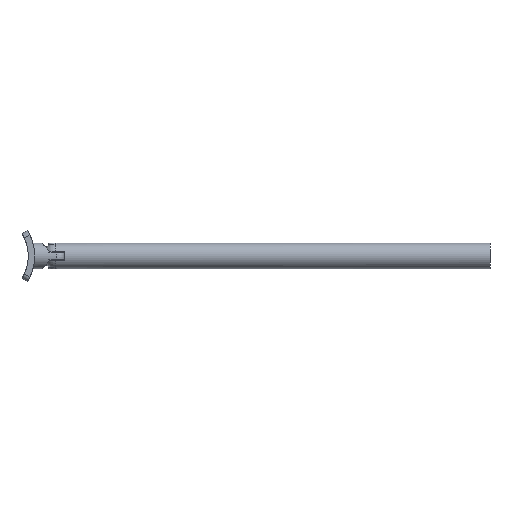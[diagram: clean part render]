
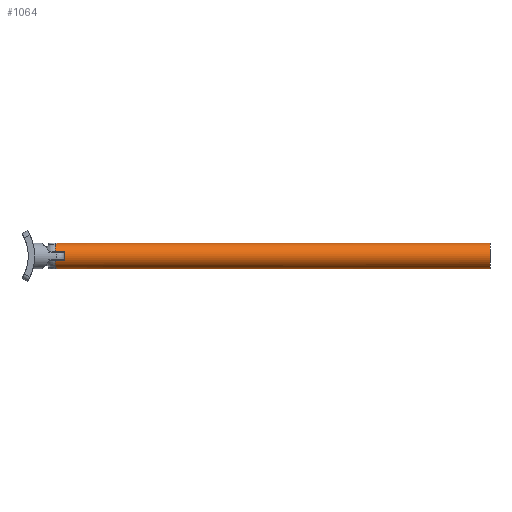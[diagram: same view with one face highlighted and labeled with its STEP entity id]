
A CAD part, front view. The second image highlights one B-rep face of the part: STEP entity #1064.
In plain terms, the highlighted cylindrical face has radius 5 mm (diameter 10 mm), a partial arc.
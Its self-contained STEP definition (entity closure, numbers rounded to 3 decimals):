
#51 = EDGE_CURVE ( 'NONE', #1784, #1167, #272, .T. ) ;
#77 = ORIENTED_EDGE ( 'NONE', *, *, #1703, .T. ) ;
#92 = DIRECTION ( 'NONE',  ( 1., 0., 0. ) ) ;
#102 = EDGE_CURVE ( 'NONE', #1324, #1538, #494, .T. ) ;
#118 = EDGE_CURVE ( 'NONE', #571, #402, #738, .T. ) ;
#135 = CARTESIAN_POINT ( 'NONE',  ( 10.5, -4.736, -1.604 ) ) ;
#272 = CIRCLE ( 'NONE', #541, 5. ) ;
#402 = VERTEX_POINT ( 'NONE', #1180 ) ;
#404 = CARTESIAN_POINT ( 'NONE',  ( 180., -4.736, -1.604 ) ) ;
#416 = LINE ( 'NONE', #1579, #675 ) ;
#430 = AXIS2_PLACEMENT_3D ( 'NONE', #1263, #791, #536 ) ;
#494 = CIRCLE ( 'NONE', #1466, 5. ) ;
#509 = CARTESIAN_POINT ( 'NONE',  ( 180., 0., 5. ) ) ;
#536 = DIRECTION ( 'NONE',  ( 0., 0., 1. ) ) ;
#541 = AXIS2_PLACEMENT_3D ( 'NONE', #1665, #92, #1382 ) ;
#571 = VERTEX_POINT ( 'NONE', #509 ) ;
#652 = ORIENTED_EDGE ( 'NONE', *, *, #711, .T. ) ;
#665 = FACE_OUTER_BOUND ( 'NONE', #1778, .T. ) ;
#675 = VECTOR ( 'NONE', #1131, 1000. ) ;
#687 = DIRECTION ( 'NONE',  ( 0., 0., -1. ) ) ;
#711 = EDGE_CURVE ( 'NONE', #1167, #825, #992, .T. ) ;
#714 = CARTESIAN_POINT ( 'NONE',  ( 10.5, 0., -5. ) ) ;
#729 = VECTOR ( 'NONE', #1439, 1000. ) ;
#738 = CIRCLE ( 'NONE', #1711, 5. ) ;
#747 = ORIENTED_EDGE ( 'NONE', *, *, #102, .T. ) ;
#761 = CARTESIAN_POINT ( 'NONE',  ( 10.5, 0., 0. ) ) ;
#791 = DIRECTION ( 'NONE',  ( -1., 0., 0. ) ) ;
#825 = VERTEX_POINT ( 'NONE', #135 ) ;
#830 = VECTOR ( 'NONE', #994, 1000. ) ;
#831 = VERTEX_POINT ( 'NONE', #714 ) ;
#897 = AXIS2_PLACEMENT_3D ( 'NONE', #761, #1361, #1654 ) ;
#922 = DIRECTION ( 'NONE',  ( -1., 0., 0. ) ) ;
#992 = LINE ( 'NONE', #404, #729 ) ;
#994 = DIRECTION ( 'NONE',  ( 1., 0., 0. ) ) ;
#998 = CARTESIAN_POINT ( 'NONE',  ( 10.5, 0., 0. ) ) ;
#1018 = ORIENTED_EDGE ( 'NONE', *, *, #1145, .F. ) ;
#1030 = CARTESIAN_POINT ( 'NONE',  ( 180., 0., 5. ) ) ;
#1064 = ADVANCED_FACE ( 'NONE', ( #665 ), #1543, .T. ) ;
#1131 = DIRECTION ( 'NONE',  ( -1., 0., 0. ) ) ;
#1145 = EDGE_CURVE ( 'NONE', #402, #831, #416, .T. ) ;
#1167 = VERTEX_POINT ( 'NONE', #1450 ) ;
#1170 = CARTESIAN_POINT ( 'NONE',  ( 180., -4.736, 1.604 ) ) ;
#1180 = CARTESIAN_POINT ( 'NONE',  ( 180., 0., -5. ) ) ;
#1183 = EDGE_CURVE ( 'NONE', #1538, #1784, #1710, .T. ) ;
#1226 = ORIENTED_EDGE ( 'NONE', *, *, #1455, .T. ) ;
#1263 = CARTESIAN_POINT ( 'NONE',  ( 180., 0., 0. ) ) ;
#1288 = ORIENTED_EDGE ( 'NONE', *, *, #118, .F. ) ;
#1299 = CIRCLE ( 'NONE', #897, 5. ) ;
#1308 = ORIENTED_EDGE ( 'NONE', *, *, #51, .T. ) ;
#1324 = VERTEX_POINT ( 'NONE', #1672 ) ;
#1361 = DIRECTION ( 'NONE',  ( 1., 0., 0. ) ) ;
#1382 = DIRECTION ( 'NONE',  ( 0., 0., -1. ) ) ;
#1419 = DIRECTION ( 'NONE',  ( 0., 0., -1. ) ) ;
#1439 = DIRECTION ( 'NONE',  ( -1., 0., 0. ) ) ;
#1450 = CARTESIAN_POINT ( 'NONE',  ( 14.214, -4.736, -1.604 ) ) ;
#1455 = EDGE_CURVE ( 'NONE', #825, #831, #1299, .T. ) ;
#1466 = AXIS2_PLACEMENT_3D ( 'NONE', #998, #1876, #1419 ) ;
#1538 = VERTEX_POINT ( 'NONE', #1787 ) ;
#1543 = CYLINDRICAL_SURFACE ( 'NONE', #430, 5. ) ;
#1579 = CARTESIAN_POINT ( 'NONE',  ( 180., 0., -5. ) ) ;
#1619 = CARTESIAN_POINT ( 'NONE',  ( 14.214, -4.736, 1.604 ) ) ;
#1629 = VECTOR ( 'NONE', #922, 1000. ) ;
#1654 = DIRECTION ( 'NONE',  ( 0., 0., -1. ) ) ;
#1665 = CARTESIAN_POINT ( 'NONE',  ( 14.214, 0., 0. ) ) ;
#1672 = CARTESIAN_POINT ( 'NONE',  ( 10.5, 0., 5. ) ) ;
#1703 = EDGE_CURVE ( 'NONE', #571, #1324, #1783, .T. ) ;
#1710 = LINE ( 'NONE', #1170, #830 ) ;
#1711 = AXIS2_PLACEMENT_3D ( 'NONE', #1856, #1742, #687 ) ;
#1742 = DIRECTION ( 'NONE',  ( 1., 0., 0. ) ) ;
#1743 = ORIENTED_EDGE ( 'NONE', *, *, #1183, .T. ) ;
#1778 = EDGE_LOOP ( 'NONE', ( #1018, #1288, #77, #747, #1743, #1308, #652, #1226 ) ) ;
#1783 = LINE ( 'NONE', #1030, #1629 ) ;
#1784 = VERTEX_POINT ( 'NONE', #1619 ) ;
#1787 = CARTESIAN_POINT ( 'NONE',  ( 10.5, -4.736, 1.604 ) ) ;
#1856 = CARTESIAN_POINT ( 'NONE',  ( 180., 0., 0. ) ) ;
#1876 = DIRECTION ( 'NONE',  ( 1., 0., 0. ) ) ;
